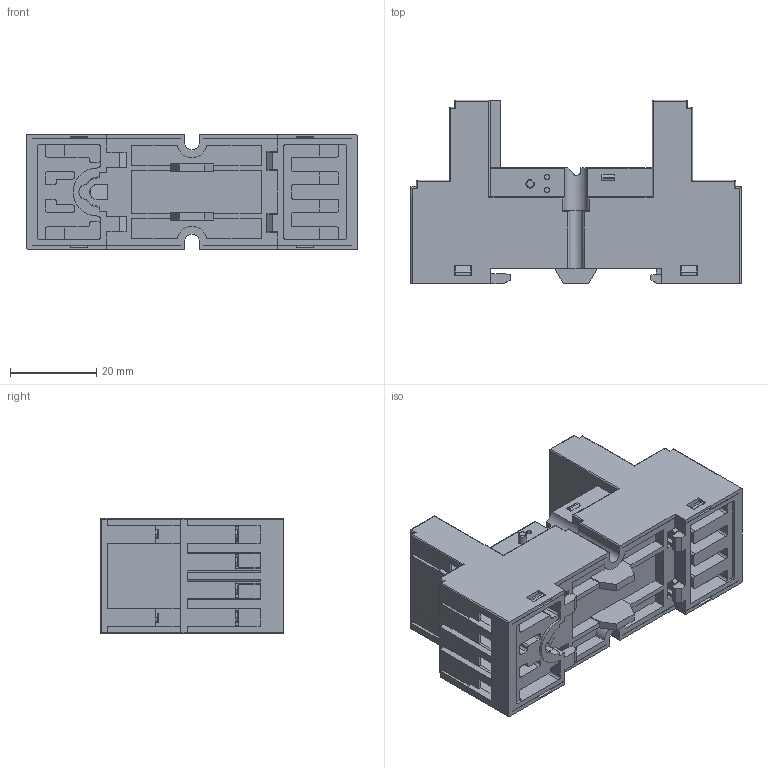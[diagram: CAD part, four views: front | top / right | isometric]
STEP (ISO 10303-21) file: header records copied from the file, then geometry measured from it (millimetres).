
FILE_DESCRIPTION (( 'STEP AP203' ), '1' );
FILE_NAME ('SKB14-E 俋夤芞.STEP', '2019-06-12T04:10:45', ( 'shenler' ), ( 'Microsoft' ), 'SwSTEP 2.0', 'SolidWorks 2017', '' );
FILE_SCHEMA (( 'CONFIG_CONTROL_DESIGN' ));
Products named in the file (1): SKB14-E 俋夤芞
Bounding box: 76.4 x 42.5 x 26.8 mm (x, y, z)
Volume: 25995.5 mm3; surface area: 42597.9 mm2
Topology: 1 solids, 1 shells, 3462 faces, 8716 edges, 5310 vertices
Faces by surface type: plane 1534, cone 821, torus 578, cylinder 519, bspline 10
Entity records: 104385 total; most frequent: CARTESIAN_POINT 20637, DIRECTION 17940, ORIENTED_EDGE 17356, EDGE_CURVE 8678, AXIS2_PLACEMENT_3D 6303, LINE 5334, VECTOR 5334, VERTEX_POINT 5310
